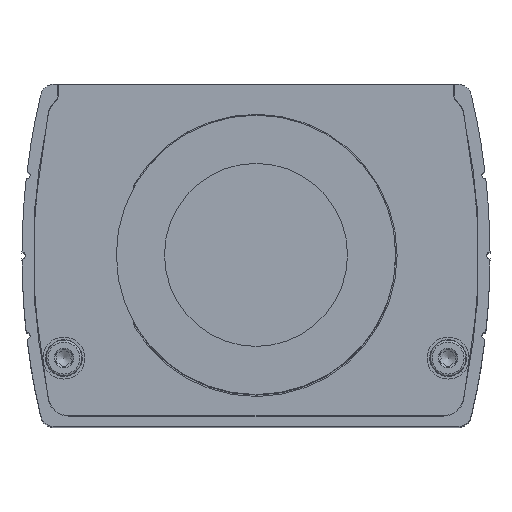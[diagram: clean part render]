
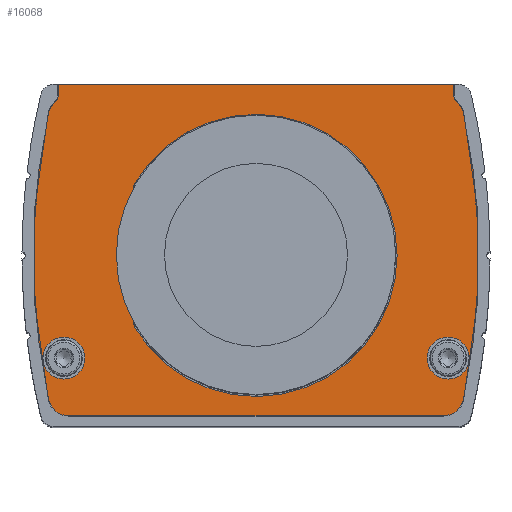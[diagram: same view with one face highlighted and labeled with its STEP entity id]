
A CAD part, top view. The second image highlights one B-rep face of the part: STEP entity #16068.
In plain terms, the highlighted planar face has unit normal (0, 0, 1).
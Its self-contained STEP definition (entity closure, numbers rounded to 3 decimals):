
#687=FACE_BOUND('',#2222,.T.);
#688=FACE_BOUND('',#2223,.T.);
#689=FACE_BOUND('',#2224,.T.);
#777=PLANE('',#17054);
#1321=FACE_OUTER_BOUND('',#2221,.T.);
#2221=EDGE_LOOP('',(#10416,#10417,#10418,#10419,#10420,#10421,#10422,#10423,
#10424,#10425,#10426,#10427,#10428,#10429,#10430,#10431,#10432,#10433));
#2222=EDGE_LOOP('',(#10434));
#2223=EDGE_LOOP('',(#10435));
#2224=EDGE_LOOP('',(#10436,#10437,#10438,#10439));
#3180=LINE('',#22272,#4543);
#3202=LINE('',#22355,#4565);
#3207=LINE('',#22372,#4570);
#3213=LINE('',#22395,#4576);
#3215=LINE('',#22398,#4578);
#3216=LINE('',#22401,#4579);
#3217=LINE('',#22403,#4580);
#4543=VECTOR('',#18324,10.);
#4565=VECTOR('',#18398,10.);
#4570=VECTOR('',#18417,10.);
#4576=VECTOR('',#18449,10.);
#4578=VECTOR('',#18453,10.);
#4579=VECTOR('',#18456,10.);
#4580=VECTOR('',#18457,10.);
#5903=CIRCLE('',#17005,1.);
#5904=CIRCLE('',#17008,1.);
#5907=CIRCLE('',#17012,1.);
#5909=CIRCLE('',#17015,2.95);
#5911=CIRCLE('',#17018,98.35);
#5912=CIRCLE('',#17021,3.);
#5914=CIRCLE('',#17024,3.);
#5917=CIRCLE('',#17028,2.95);
#5918=CIRCLE('',#17030,1.);
#5921=CIRCLE('',#17035,1.);
#5922=CIRCLE('',#17037,2.95);
#5925=CIRCLE('',#17042,1.);
#5927=CIRCLE('',#17045,98.35);
#5929=CIRCLE('',#17048,20.2);
#5931=CIRCLE('',#17051,2.95);
#5932=CIRCLE('',#17055,3.);
#5933=CIRCLE('',#17056,3.);
#6402=VERTEX_POINT('',#22262);
#6403=VERTEX_POINT('',#22264);
#6405=VERTEX_POINT('',#22270);
#6406=VERTEX_POINT('',#22274);
#6408=VERTEX_POINT('',#22277);
#6411=VERTEX_POINT('',#22284);
#6413=VERTEX_POINT('',#22288);
#6416=VERTEX_POINT('',#22295);
#6417=VERTEX_POINT('',#22297);
#6419=VERTEX_POINT('',#22303);
#6428=VERTEX_POINT('',#22324);
#6430=VERTEX_POINT('',#22330);
#6434=VERTEX_POINT('',#22339);
#6435=VERTEX_POINT('',#22341);
#6436=VERTEX_POINT('',#22345);
#6438=VERTEX_POINT('',#22348);
#6440=VERTEX_POINT('',#22354);
#6442=VERTEX_POINT('',#22360);
#6444=VERTEX_POINT('',#22364);
#6445=VERTEX_POINT('',#22371);
#6447=VERTEX_POINT('',#22378);
#6449=VERTEX_POINT('',#22384);
#6450=VERTEX_POINT('',#22400);
#6451=VERTEX_POINT('',#22402);
#7978=EDGE_CURVE('',#6402,#6403,#5903,.T.);
#7982=EDGE_CURVE('',#6402,#6405,#3180,.T.);
#7984=EDGE_CURVE('',#6406,#6408,#5904,.T.);
#7990=EDGE_CURVE('',#6413,#6411,#5907,.T.);
#7993=EDGE_CURVE('',#6416,#6417,#5909,.T.);
#7997=EDGE_CURVE('',#6419,#6416,#5911,.T.);
#8006=EDGE_CURVE('',#6428,#6428,#5912,.T.);
#8009=EDGE_CURVE('',#6430,#6430,#5914,.T.);
#8014=EDGE_CURVE('',#6434,#6435,#5917,.T.);
#8017=EDGE_CURVE('',#6436,#6438,#5918,.T.);
#8020=EDGE_CURVE('',#6438,#6440,#3202,.T.);
#8026=EDGE_CURVE('',#6444,#6442,#5921,.T.);
#8027=EDGE_CURVE('',#6408,#6419,#5922,.T.);
#8029=EDGE_CURVE('',#6440,#6445,#3207,.T.);
#8034=EDGE_CURVE('',#6447,#6405,#5925,.T.);
#8036=EDGE_CURVE('',#6435,#6449,#5927,.T.);
#8039=EDGE_CURVE('',#6447,#6403,#5929,.T.);
#8041=EDGE_CURVE('',#6449,#6413,#5931,.T.);
#8043=EDGE_CURVE('',#6417,#6434,#3213,.T.);
#8045=EDGE_CURVE('',#6445,#6444,#3215,.T.);
#8046=EDGE_CURVE('',#6442,#6450,#3216,.T.);
#8047=EDGE_CURVE('',#6451,#6436,#3217,.T.);
#8048=EDGE_CURVE('',#6451,#6411,#5932,.T.);
#8049=EDGE_CURVE('',#6406,#6450,#5933,.T.);
#10416=ORIENTED_EDGE('',*,*,#8046,.F.);
#10417=ORIENTED_EDGE('',*,*,#8026,.F.);
#10418=ORIENTED_EDGE('',*,*,#8045,.F.);
#10419=ORIENTED_EDGE('',*,*,#8029,.F.);
#10420=ORIENTED_EDGE('',*,*,#8020,.F.);
#10421=ORIENTED_EDGE('',*,*,#8017,.F.);
#10422=ORIENTED_EDGE('',*,*,#8047,.F.);
#10423=ORIENTED_EDGE('',*,*,#8048,.T.);
#10424=ORIENTED_EDGE('',*,*,#7990,.F.);
#10425=ORIENTED_EDGE('',*,*,#8041,.F.);
#10426=ORIENTED_EDGE('',*,*,#8036,.F.);
#10427=ORIENTED_EDGE('',*,*,#8014,.F.);
#10428=ORIENTED_EDGE('',*,*,#8043,.F.);
#10429=ORIENTED_EDGE('',*,*,#7993,.F.);
#10430=ORIENTED_EDGE('',*,*,#7997,.F.);
#10431=ORIENTED_EDGE('',*,*,#8027,.F.);
#10432=ORIENTED_EDGE('',*,*,#7984,.F.);
#10433=ORIENTED_EDGE('',*,*,#8049,.T.);
#10434=ORIENTED_EDGE('',*,*,#8006,.T.);
#10435=ORIENTED_EDGE('',*,*,#8009,.T.);
#10436=ORIENTED_EDGE('',*,*,#8039,.T.);
#10437=ORIENTED_EDGE('',*,*,#7978,.F.);
#10438=ORIENTED_EDGE('',*,*,#7982,.T.);
#10439=ORIENTED_EDGE('',*,*,#8034,.F.);
#16068=ADVANCED_FACE('',(#1321,#687,#688,#689),#777,.F.);
#17005=AXIS2_PLACEMENT_3D('',#22265,#18317,#18318);
#17008=AXIS2_PLACEMENT_3D('',#22278,#18328,#18329);
#17012=AXIS2_PLACEMENT_3D('',#22290,#18339,#18340);
#17015=AXIS2_PLACEMENT_3D('',#22298,#18346,#18347);
#17018=AXIS2_PLACEMENT_3D('',#22305,#18354,#18355);
#17021=AXIS2_PLACEMENT_3D('',#22325,#18368,#18369);
#17024=AXIS2_PLACEMENT_3D('',#22331,#18375,#18376);
#17028=AXIS2_PLACEMENT_3D('',#22342,#18385,#18386);
#17030=AXIS2_PLACEMENT_3D('',#22349,#18391,#18392);
#17035=AXIS2_PLACEMENT_3D('',#22366,#18407,#18408);
#17037=AXIS2_PLACEMENT_3D('',#22368,#18411,#18412);
#17042=AXIS2_PLACEMENT_3D('',#22380,#18425,#18426);
#17045=AXIS2_PLACEMENT_3D('',#22385,#18431,#18432);
#17048=AXIS2_PLACEMENT_3D('',#22389,#18438,#18439);
#17051=AXIS2_PLACEMENT_3D('',#22392,#18444,#18445);
#17054=AXIS2_PLACEMENT_3D('',#22399,#18454,#18455);
#17055=AXIS2_PLACEMENT_3D('',#22404,#18458,#18459);
#17056=AXIS2_PLACEMENT_3D('',#22405,#18460,#18461);
#18317=DIRECTION('center_axis',(0.,0.,1.));
#18318=DIRECTION('ref_axis',(-0.964,-0.265,0.));
#18324=DIRECTION('',(0.,1.,0.));
#18328=DIRECTION('center_axis',(0.,0.,1.));
#18329=DIRECTION('ref_axis',(-0.906,-0.424,0.));
#18339=DIRECTION('center_axis',(0.,0.,1.));
#18340=DIRECTION('ref_axis',(0.906,-0.424,0.));
#18346=DIRECTION('center_axis',(0.,0.,
-1.));
#18347=DIRECTION('ref_axis',(0.978,-0.209,0.));
#18354=DIRECTION('center_axis',(0.,0.,
-1.));
#18355=DIRECTION('ref_axis',(0.978,0.209,0.));
#18368=DIRECTION('center_axis',(0.,0.,-1.));
#18369=DIRECTION('ref_axis',(1.,0.,0.));
#18375=DIRECTION('center_axis',(0.,0.,-1.));
#18376=DIRECTION('ref_axis',(1.,0.,0.));
#18385=DIRECTION('center_axis',(0.,0.,
-1.));
#18386=DIRECTION('ref_axis',(0.,-1.,0.));
#18391=DIRECTION('center_axis',(0.,0.,1.));
#18392=DIRECTION('ref_axis',(0.906,-0.424,0.));
#18398=DIRECTION('',(0.,1.,0.));
#18407=DIRECTION('center_axis',(0.,0.,1.));
#18408=DIRECTION('ref_axis',(-0.906,-0.424,0.));
#18411=DIRECTION('center_axis',(0.,0.,
-1.));
#18412=DIRECTION('ref_axis',(0.519,0.855,0.));
#18417=DIRECTION('',(1.,0.,0.));
#18425=DIRECTION('center_axis',(0.,0.,1.));
#18426=DIRECTION('ref_axis',(-0.964,0.265,0.));
#18431=DIRECTION('center_axis',(0.,0.,
-1.));
#18432=DIRECTION('ref_axis',(-0.978,-0.209,0.));
#18438=DIRECTION('center_axis',(0.,0.,-1.));
#18439=DIRECTION('ref_axis',(1.,0.,0.));
#18444=DIRECTION('center_axis',(0.,0.,
-1.));
#18445=DIRECTION('ref_axis',(-0.978,0.209,0.));
#18449=DIRECTION('',(-1.,0.,0.));
#18453=DIRECTION('',(0.,-1.,0.));
#18454=DIRECTION('center_axis',(0.,0.,-1.));
#18455=DIRECTION('ref_axis',(0.,1.,0.));
#18456=DIRECTION('',(0.,-1.,0.));
#18457=DIRECTION('',(0.,1.,0.));
#18458=DIRECTION('center_axis',(0.,0.,1.));
#18459=DIRECTION('ref_axis',(-0.629,0.777,0.));
#18460=DIRECTION('center_axis',(0.,0.,1.));
#18461=DIRECTION('ref_axis',(0.629,0.777,0.));
#22262=CARTESIAN_POINT('',(-17.5,-9.818,50.));
#22264=CARTESIAN_POINT('',(-17.359,-10.329,50.));
#22265=CARTESIAN_POINT('Origin',(-16.5,-9.818,50.));
#22270=CARTESIAN_POINT('',(-17.5,9.818,50.));
#22272=CARTESIAN_POINT('',(-17.5,-10.089,50.));
#22274=CARTESIAN_POINT('',(28.507,22.268,50.));
#22277=CARTESIAN_POINT('',(28.691,22.065,50.));
#22278=CARTESIAN_POINT('Origin',(29.332,22.833,50.));
#22284=CARTESIAN_POINT('',(-28.507,22.268,50.));
#22288=CARTESIAN_POINT('',(-28.691,22.065,50.));
#22290=CARTESIAN_POINT('Origin',(-29.332,22.833,50.));
#22295=CARTESIAN_POINT('',(29.686,-20.615,50.));
#22297=CARTESIAN_POINT('',(26.801,-22.95,50.));
#22298=CARTESIAN_POINT('Origin',(26.801,-20.,50.));
#22303=CARTESIAN_POINT('',(29.686,20.415,50.));
#22305=CARTESIAN_POINT('Origin',(-66.5,-0.1,50.));
#22324=CARTESIAN_POINT('',(24.5,-14.7,50.));
#22325=CARTESIAN_POINT('Origin',(27.5,-14.7,50.));
#22330=CARTESIAN_POINT('',(-30.5,-14.7,50.));
#22331=CARTESIAN_POINT('Origin',(-27.5,-14.7,50.));
#22339=CARTESIAN_POINT('',(-26.801,-22.95,50.));
#22341=CARTESIAN_POINT('',(-29.686,-20.615,50.));
#22342=CARTESIAN_POINT('Origin',(-26.801,-20.,50.));
#22345=CARTESIAN_POINT('',(-28.382,22.521,50.));
#22348=CARTESIAN_POINT('',(-28.332,22.833,50.));
#22349=CARTESIAN_POINT('Origin',(-29.332,22.833,50.));
#22354=CARTESIAN_POINT('',(-28.332,24.5,50.));
#22355=CARTESIAN_POINT('',(-28.332,22.322,50.));
#22360=CARTESIAN_POINT('',(28.382,22.521,50.));
#22364=CARTESIAN_POINT('',(28.332,22.833,50.));
#22366=CARTESIAN_POINT('Origin',(29.332,22.833,50.));
#22368=CARTESIAN_POINT('Origin',(26.801,19.8,50.));
#22371=CARTESIAN_POINT('',(28.332,24.5,50.));
#22372=CARTESIAN_POINT('',(-28.332,24.5,50.));
#22378=CARTESIAN_POINT('',(-17.359,10.329,50.));
#22380=CARTESIAN_POINT('Origin',(-16.5,9.818,50.));
#22384=CARTESIAN_POINT('',(-29.686,20.415,50.));
#22385=CARTESIAN_POINT('Origin',(66.5,-0.1,50.));
#22389=CARTESIAN_POINT('Origin',(0.,0.,
50.));
#22392=CARTESIAN_POINT('Origin',(-26.801,19.8,50.));
#22395=CARTESIAN_POINT('',(26.801,-22.95,50.));
#22398=CARTESIAN_POINT('',(28.332,24.45,50.));
#22399=CARTESIAN_POINT('Origin',(0.,1.036,
50.));
#22400=CARTESIAN_POINT('',(28.382,22.35,50.));
#22401=CARTESIAN_POINT('',(28.382,11.877,50.));
#22402=CARTESIAN_POINT('',(-28.382,22.35,50.));
#22403=CARTESIAN_POINT('',(-28.382,11.877,50.));
#22404=CARTESIAN_POINT('Origin',(-26.801,19.8,50.));
#22405=CARTESIAN_POINT('Origin',(26.801,19.8,50.));
